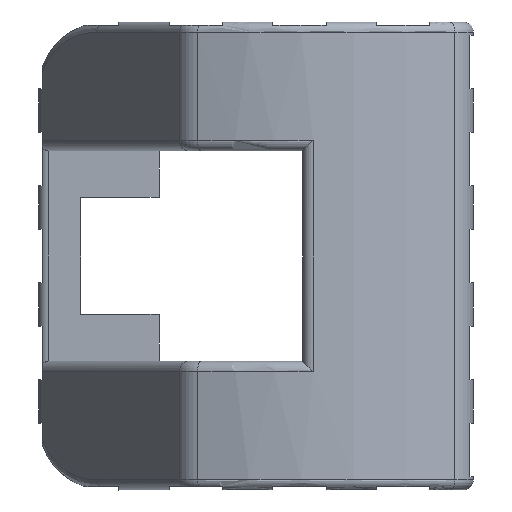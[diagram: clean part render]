
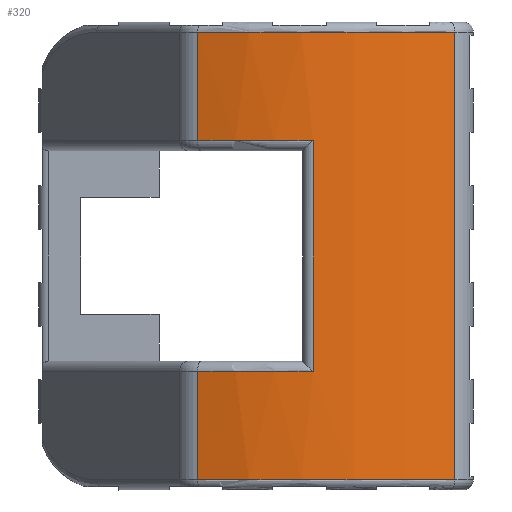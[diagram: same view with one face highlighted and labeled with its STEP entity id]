
A CAD part, left-side view. The second image highlights one B-rep face of the part: STEP entity #320.
In plain terms, the highlighted cylindrical face has radius 10 mm (diameter 20 mm), a partial arc.
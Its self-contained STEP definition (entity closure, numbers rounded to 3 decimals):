
#59=B_SPLINE_CURVE_WITH_KNOTS('',3,(#4239,#4240,#4241,#4242),
 .UNSPECIFIED.,.F.,.F.,(4,4),(0.,1.),.UNSPECIFIED.);
#155=CYLINDRICAL_SURFACE('',#3223,10.);
#194=CIRCLE('',#3110,10.);
#195=CIRCLE('',#3113,10.);
#221=CIRCLE('',#3185,10.);
#227=CIRCLE('',#3222,10.);
#320=ADVANCED_FACE('',(#606),#155,.T.);
#606=FACE_OUTER_BOUND('',#769,.T.);
#769=EDGE_LOOP('',(#1265,#1266,#1267,#1268,#1269,#1270,#1271,#1272));
#1265=ORIENTED_EDGE('',*,*,#2116,.F.);
#1266=ORIENTED_EDGE('',*,*,#2112,.F.);
#1267=ORIENTED_EDGE('',*,*,#2110,.F.);
#1268=ORIENTED_EDGE('',*,*,#2106,.F.);
#1269=ORIENTED_EDGE('',*,*,#2346,.T.);
#1270=ORIENTED_EDGE('',*,*,#2347,.T.);
#1271=ORIENTED_EDGE('',*,*,#2276,.F.);
#1272=ORIENTED_EDGE('',*,*,#2118,.F.);
#1791=VERTEX_POINT('',#4163);
#1797=VERTEX_POINT('',#4181);
#1807=VERTEX_POINT('',#4207);
#1810=VERTEX_POINT('',#4218);
#1811=VERTEX_POINT('',#4243);
#1813=VERTEX_POINT('',#4274);
#1943=VERTEX_POINT('',#4917);
#1986=VERTEX_POINT('',#5252);
#2106=EDGE_CURVE('',#1807,#1797,#2541,.T.);
#2110=EDGE_CURVE('',#1797,#1810,#194,.T.);
#2112=EDGE_CURVE('',#1810,#1811,#59,.T.);
#2116=EDGE_CURVE('',#1811,#1791,#195,.T.);
#2118=EDGE_CURVE('',#1791,#1813,#2545,.T.);
#2276=EDGE_CURVE('',#1813,#1943,#221,.T.);
#2346=EDGE_CURVE('',#1807,#1986,#227,.T.);
#2347=EDGE_CURVE('',#1986,#1943,#2678,.T.);
#2541=LINE('',#4206,#2833);
#2545=LINE('',#4273,#2837);
#2678=LINE('',#5253,#2970);
#2833=VECTOR('',#3412,1.);
#2837=VECTOR('',#3430,1.);
#2970=VECTOR('',#3779,1.);
#3110=AXIS2_PLACEMENT_3D('',#4217,#3418,#3419);
#3113=AXIS2_PLACEMENT_3D('',#4267,#3426,#3427);
#3185=AXIS2_PLACEMENT_3D('',#4916,#3668,#3669);
#3222=AXIS2_PLACEMENT_3D('',#5251,#3777,#3778);
#3223=AXIS2_PLACEMENT_3D('',#5254,#3780,#3781);
#3412=DIRECTION('',(0.,0.,1.));
#3418=DIRECTION('',(0.,0.,1.));
#3419=DIRECTION('',(1.,0.,0.));
#3426=DIRECTION('',(0.,0.,-1.));
#3427=DIRECTION('',(1.,0.,0.));
#3430=DIRECTION('',(0.,0.,1.));
#3668=DIRECTION('',(0.,0.,1.));
#3669=DIRECTION('',(1.,0.,0.));
#3777=DIRECTION('',(0.,0.,1.));
#3778=DIRECTION('',(1.,0.,0.));
#3779=DIRECTION('',(0.,0.,1.));
#3780=DIRECTION('',(0.,0.,1.));
#3781=DIRECTION('',(1.,0.,0.));
#4163=CARTESIAN_POINT('',(-13.453,8.241,10.45));
#4181=CARTESIAN_POINT('',(-13.453,8.241,3.55));
#4206=CARTESIAN_POINT('',(-13.453,8.241,1.925));
#4207=CARTESIAN_POINT('',(-13.453,8.241,0.3));
#4217=CARTESIAN_POINT('',(-4.,4.978,3.55));
#4218=CARTESIAN_POINT('',(-13.998,4.794,3.55));
#4239=CARTESIAN_POINT('',(-13.998,4.794,3.55));
#4240=CARTESIAN_POINT('',(-13.998,4.794,5.85));
#4241=CARTESIAN_POINT('',(-13.998,4.794,8.15));
#4242=CARTESIAN_POINT('',(-13.998,4.794,10.45));
#4243=CARTESIAN_POINT('',(-13.998,4.794,10.45));
#4267=CARTESIAN_POINT('',(-4.,4.978,10.45));
#4273=CARTESIAN_POINT('',(-13.453,8.241,12.075));
#4274=CARTESIAN_POINT('',(-13.453,8.241,13.7));
#4916=CARTESIAN_POINT('',(-4.,4.978,13.7));
#4917=CARTESIAN_POINT('',(-12.97,0.558,13.7));
#5251=CARTESIAN_POINT('',(-4.,4.978,0.3));
#5252=CARTESIAN_POINT('',(-12.97,0.558,0.3));
#5253=CARTESIAN_POINT('',(-12.97,0.558,7.));
#5254=CARTESIAN_POINT('',(-4.,4.978,0.032));
